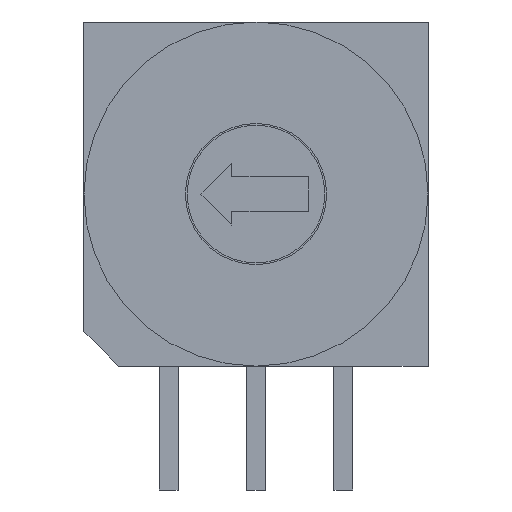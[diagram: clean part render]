
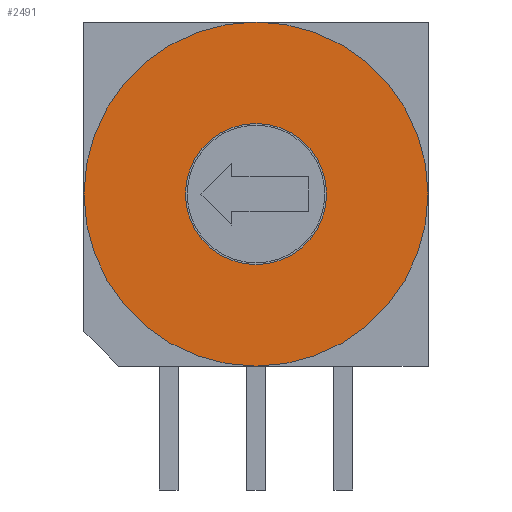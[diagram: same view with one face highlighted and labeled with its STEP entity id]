
A CAD part, left-side view. The second image highlights one B-rep face of the part: STEP entity #2491.
In plain terms, the highlighted planar face has unit normal (-1, 0, 0).
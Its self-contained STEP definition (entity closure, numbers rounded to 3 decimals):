
#2341=CARTESIAN_POINT('',(-3.25,0.,0.0));
#2342=VERTEX_POINT('',#2341);
#2351=CARTESIAN_POINT('',(-3.25,0.,10.));
#2352=VERTEX_POINT('',#2351);
#2353=CARTESIAN_POINT('',(-3.25,0.,5.));
#2354=DIRECTION('',(1.0,0.0,0.0));
#2355=DIRECTION('',(0.0,0.0,-1.0));
#2356=AXIS2_PLACEMENT_3D('',#2353,#2354,#2355);
#2357=CIRCLE('',#2356,5.);
#2358=EDGE_CURVE('',#2342,#2352,#2357,.T.);
#2383=CARTESIAN_POINT('',(-3.25,0.,7.05));
#2384=VERTEX_POINT('',#2383);
#2393=CARTESIAN_POINT('',(-3.25,0.,2.95));
#2394=VERTEX_POINT('',#2393);
#2395=CARTESIAN_POINT('',(-3.25,0.,5.));
#2396=DIRECTION('',(1.0,0.0,0.0));
#2397=DIRECTION('',(0.0,0.0,1.0));
#2398=AXIS2_PLACEMENT_3D('',#2395,#2396,#2397);
#2399=CIRCLE('',#2398,2.05);
#2400=EDGE_CURVE('',#2394,#2384,#2399,.T.);
#2434=CARTESIAN_POINT('',(-3.25,0.,5.));
#2435=DIRECTION('',(1.0,0.0,0.0));
#2436=DIRECTION('',(0.0,0.0,1.0));
#2437=AXIS2_PLACEMENT_3D('',#2434,#2435,#2436);
#2438=CIRCLE('',#2437,2.05);
#2439=EDGE_CURVE('',#2384,#2394,#2438,.T.);
#2468=CARTESIAN_POINT('',(-3.25,0.,5.));
#2469=DIRECTION('',(1.0,0.0,0.0));
#2470=DIRECTION('',(0.0,0.0,-1.0));
#2471=AXIS2_PLACEMENT_3D('',#2468,#2469,#2470);
#2472=CIRCLE('',#2471,5.);
#2473=EDGE_CURVE('',#2352,#2342,#2472,.T.);
#2478=CARTESIAN_POINT('',(-3.25,0.,5.));
#2479=DIRECTION('',(1.0,0.0,0.0));
#2480=DIRECTION('',(0.0,0.0,-1.0));
#2481=AXIS2_PLACEMENT_3D('',#2478,#2479,#2480);
#2482=PLANE('',#2481);
#2483=ORIENTED_EDGE('',*,*,#2358,.F.);
#2484=ORIENTED_EDGE('',*,*,#2473,.F.);
#2485=EDGE_LOOP('',(#2483,#2484));
#2486=FACE_OUTER_BOUND('',#2485,.T.);
#2487=ORIENTED_EDGE('',*,*,#2439,.T.);
#2488=ORIENTED_EDGE('',*,*,#2400,.T.);
#2489=EDGE_LOOP('',(#2487,#2488));
#2490=FACE_BOUND('',#2489,.T.);
#2491=ADVANCED_FACE('',(#2486,#2490),#2482,.F.);
